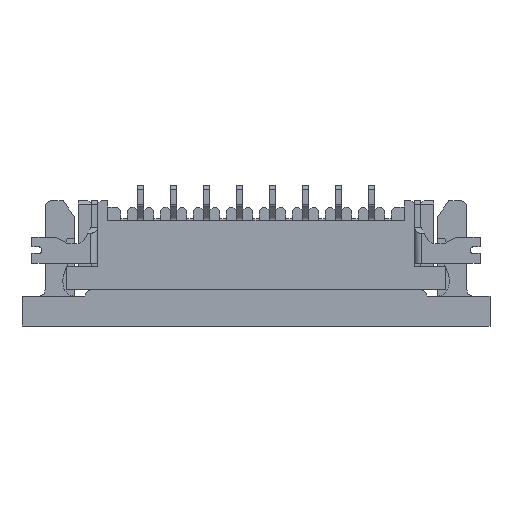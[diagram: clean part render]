
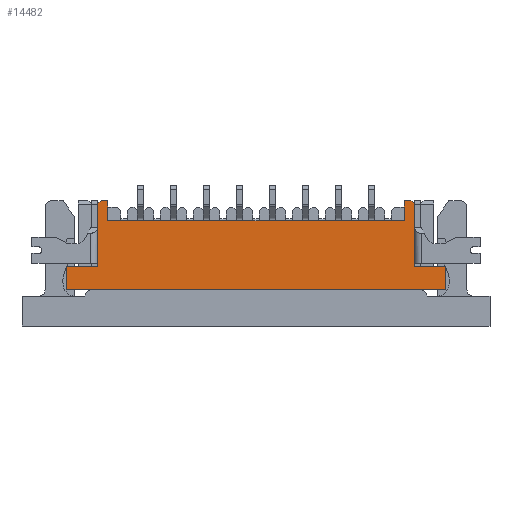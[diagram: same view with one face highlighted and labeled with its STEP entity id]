
A CAD part, top view. The second image highlights one B-rep face of the part: STEP entity #14482.
In plain terms, the highlighted planar face has unit normal (0, 0, 1).
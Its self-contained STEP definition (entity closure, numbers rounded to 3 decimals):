
#822=ORIENTED_EDGE('',*,*,#5205,.T.);
#823=ORIENTED_EDGE('',*,*,#5206,.T.);
#824=ORIENTED_EDGE('',*,*,#5207,.T.);
#825=ORIENTED_EDGE('',*,*,#5208,.T.);
#826=ORIENTED_EDGE('',*,*,#5209,.T.);
#827=ORIENTED_EDGE('',*,*,#5210,.F.);
#828=ORIENTED_EDGE('',*,*,#5211,.F.);
#829=ORIENTED_EDGE('',*,*,#5212,.T.);
#830=ORIENTED_EDGE('',*,*,#5213,.T.);
#831=ORIENTED_EDGE('',*,*,#5214,.T.);
#832=ORIENTED_EDGE('',*,*,#5215,.F.);
#833=ORIENTED_EDGE('',*,*,#5216,.F.);
#834=ORIENTED_EDGE('',*,*,#5217,.T.);
#835=ORIENTED_EDGE('',*,*,#5218,.T.);
#5205=EDGE_CURVE('',#7380,#7381,#8817,.T.);
#5206=EDGE_CURVE('',#7381,#7382,#8818,.T.);
#5207=EDGE_CURVE('',#7382,#7383,#8819,.T.);
#5208=EDGE_CURVE('',#7383,#7384,#8820,.T.);
#5209=EDGE_CURVE('',#7384,#7385,#8821,.T.);
#5210=EDGE_CURVE('',#7386,#7385,#8822,.T.);
#5211=EDGE_CURVE('',#7387,#7386,#8823,.T.);
#5212=EDGE_CURVE('',#7387,#7388,#8824,.T.);
#5213=EDGE_CURVE('',#7388,#7389,#8825,.T.);
#5214=EDGE_CURVE('',#7389,#7390,#8826,.T.);
#5215=EDGE_CURVE('',#7391,#7390,#8827,.T.);
#5216=EDGE_CURVE('',#7392,#7391,#8828,.T.);
#5217=EDGE_CURVE('',#7392,#7393,#8829,.T.);
#5218=EDGE_CURVE('',#7393,#7380,#8830,.T.);
#7380=VERTEX_POINT('',#20741);
#7381=VERTEX_POINT('',#20742);
#7382=VERTEX_POINT('',#20744);
#7383=VERTEX_POINT('',#20746);
#7384=VERTEX_POINT('',#20748);
#7385=VERTEX_POINT('',#20750);
#7386=VERTEX_POINT('',#20752);
#7387=VERTEX_POINT('',#20754);
#7388=VERTEX_POINT('',#20756);
#7389=VERTEX_POINT('',#20758);
#7390=VERTEX_POINT('',#20760);
#7391=VERTEX_POINT('',#20762);
#7392=VERTEX_POINT('',#20764);
#7393=VERTEX_POINT('',#20766);
#8817=LINE('',#20740,#10739);
#8818=LINE('',#20743,#10740);
#8819=LINE('',#20745,#10741);
#8820=LINE('',#20747,#10742);
#8821=LINE('',#20749,#10743);
#8822=LINE('',#20751,#10744);
#8823=LINE('',#20753,#10745);
#8824=LINE('',#20755,#10746);
#8825=LINE('',#20757,#10747);
#8826=LINE('',#20759,#10748);
#8827=LINE('',#20761,#10749);
#8828=LINE('',#20763,#10750);
#8829=LINE('',#20765,#10751);
#8830=LINE('',#20767,#10752);
#10739=VECTOR('',#16655,1000.);
#10740=VECTOR('',#16656,1000.);
#10741=VECTOR('',#16657,1000.);
#10742=VECTOR('',#16658,1000.);
#10743=VECTOR('',#16659,1000.);
#10744=VECTOR('',#16660,1000.);
#10745=VECTOR('',#16661,1000.);
#10746=VECTOR('',#16662,1000.);
#10747=VECTOR('',#16663,1000.);
#10748=VECTOR('',#16664,1000.);
#10749=VECTOR('',#16665,1000.);
#10750=VECTOR('',#16666,1000.);
#10751=VECTOR('',#16667,1000.);
#10752=VECTOR('',#16668,1000.);
#12477=EDGE_LOOP('',(#822,#823,#824,#825,#826,#827,#828,#829,#830,#831,
#832,#833,#834,#835));
#13193=FACE_BOUND('',#12477,.T.);
#13892=PLANE('',#15291);
#14482=ADVANCED_FACE('',(#13193),#13892,.T.);
#15291=AXIS2_PLACEMENT_3D('',#20739,#16653,#16654);
#16653=DIRECTION('',(0.,0.,1.));
#16654=DIRECTION('',(1.,0.,0.));
#16655=DIRECTION('',(0.,-1.,0.));
#16656=DIRECTION('',(-1.,0.,0.));
#16657=DIRECTION('',(0.,1.,0.));
#16658=DIRECTION('',(-1.,0.,0.));
#16659=DIRECTION('',(-0.707,-0.707,0.));
#16660=DIRECTION('',(0.,1.,0.));
#16661=DIRECTION('',(1.,0.,0.));
#16662=DIRECTION('',(0.,-1.,0.));
#16663=DIRECTION('',(1.,0.,0.));
#16664=DIRECTION('',(0.,1.,0.));
#16665=DIRECTION('',(1.,0.,0.));
#16666=DIRECTION('',(0.,-1.,0.));
#16667=DIRECTION('',(-0.707,0.707,0.));
#16668=DIRECTION('',(-1.,0.,0.));
#20739=CARTESIAN_POINT('',(0.,0.,0.6));
#20740=CARTESIAN_POINT('',(4.5,1.35,0.6));
#20741=CARTESIAN_POINT('',(4.5,1.35,0.6));
#20742=CARTESIAN_POINT('',(4.5,0.75,0.6));
#20743=CARTESIAN_POINT('',(-3.9,0.75,0.6));
#20744=CARTESIAN_POINT('',(-4.5,0.75,0.6));
#20745=CARTESIAN_POINT('',(-4.5,1.15,0.6));
#20746=CARTESIAN_POINT('',(-4.5,1.35,0.6));
#20747=CARTESIAN_POINT('',(5.75,1.35,0.6));
#20748=CARTESIAN_POINT('',(-4.7,1.35,0.6));
#20749=CARTESIAN_POINT('',(-3.025,3.025,0.6));
#20750=CARTESIAN_POINT('',(-4.8,1.25,0.6));
#20751=CARTESIAN_POINT('',(-4.8,-0.65,0.6));
#20752=CARTESIAN_POINT('',(-4.8,-0.65,0.6));
#20753=CARTESIAN_POINT('',(-5.75,-0.65,0.6));
#20754=CARTESIAN_POINT('',(-5.75,-0.65,0.6));
#20755=CARTESIAN_POINT('',(-5.75,1.35,0.6));
#20756=CARTESIAN_POINT('',(-5.75,-1.35,0.6));
#20757=CARTESIAN_POINT('',(-5.75,-1.35,0.6));
#20758=CARTESIAN_POINT('',(5.75,-1.35,0.6));
#20759=CARTESIAN_POINT('',(5.75,-1.35,0.6));
#20760=CARTESIAN_POINT('',(5.75,-0.65,0.6));
#20761=CARTESIAN_POINT('',(5.4,-0.65,0.6));
#20762=CARTESIAN_POINT('',(4.8,-0.65,0.6));
#20763=CARTESIAN_POINT('',(4.8,1.35,0.6));
#20764=CARTESIAN_POINT('',(4.8,1.25,0.6));
#20765=CARTESIAN_POINT('',(3.025,3.025,0.6));
#20766=CARTESIAN_POINT('',(4.7,1.35,0.6));
#20767=CARTESIAN_POINT('',(5.75,1.35,0.6));
